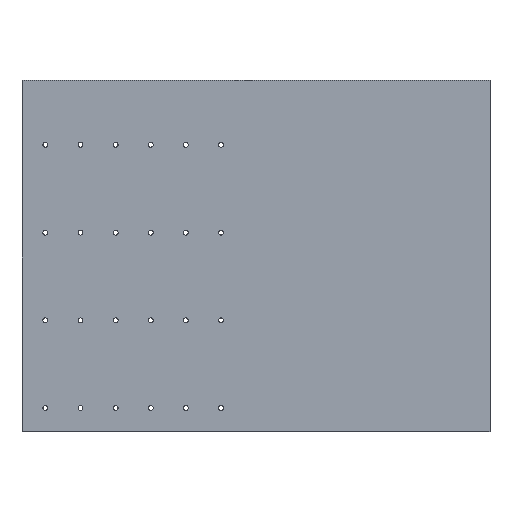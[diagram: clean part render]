
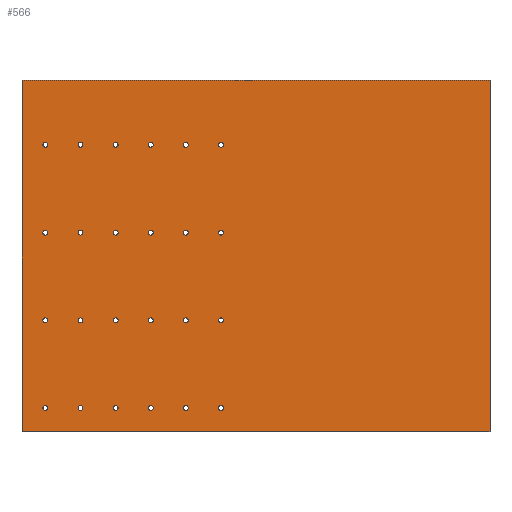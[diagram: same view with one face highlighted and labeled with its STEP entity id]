
A CAD part, top view. The second image highlights one B-rep face of the part: STEP entity #566.
In plain terms, the highlighted planar face has unit normal (0, 0, 1).
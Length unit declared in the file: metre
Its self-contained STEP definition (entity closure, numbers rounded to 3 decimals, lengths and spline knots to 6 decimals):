
#44=CIRCLE('',#610,0.0021);
#45=CIRCLE('',#611,0.0021);
#46=CIRCLE('',#612,0.0021);
#47=CIRCLE('',#613,0.0021);
#48=CIRCLE('',#614,0.0021);
#49=CIRCLE('',#615,0.0021);
#50=CIRCLE('',#616,0.0021);
#51=CIRCLE('',#617,0.0021);
#52=CIRCLE('',#618,0.0021);
#53=CIRCLE('',#619,0.0021);
#54=CIRCLE('',#620,0.0021);
#55=CIRCLE('',#621,0.0021);
#56=CIRCLE('',#622,0.0021);
#57=CIRCLE('',#623,0.0021);
#58=CIRCLE('',#624,0.0021);
#59=CIRCLE('',#625,0.0021);
#60=CIRCLE('',#626,0.0021);
#61=CIRCLE('',#627,0.0021);
#62=CIRCLE('',#628,0.0021);
#63=CIRCLE('',#629,0.0021);
#64=CIRCLE('',#630,0.0021);
#65=CIRCLE('',#631,0.0021);
#66=CIRCLE('',#632,0.0021);
#67=CIRCLE('',#633,0.0021);
#108=ORIENTED_EDGE('',*,*,#224,.F.);
#109=ORIENTED_EDGE('',*,*,#225,.F.);
#110=ORIENTED_EDGE('',*,*,#226,.F.);
#111=ORIENTED_EDGE('',*,*,#227,.F.);
#112=ORIENTED_EDGE('',*,*,#228,.F.);
#113=ORIENTED_EDGE('',*,*,#229,.F.);
#114=ORIENTED_EDGE('',*,*,#230,.F.);
#115=ORIENTED_EDGE('',*,*,#231,.F.);
#116=ORIENTED_EDGE('',*,*,#232,.F.);
#117=ORIENTED_EDGE('',*,*,#233,.F.);
#118=ORIENTED_EDGE('',*,*,#234,.F.);
#119=ORIENTED_EDGE('',*,*,#235,.F.);
#120=ORIENTED_EDGE('',*,*,#236,.F.);
#121=ORIENTED_EDGE('',*,*,#237,.F.);
#122=ORIENTED_EDGE('',*,*,#238,.F.);
#123=ORIENTED_EDGE('',*,*,#239,.F.);
#124=ORIENTED_EDGE('',*,*,#240,.F.);
#125=ORIENTED_EDGE('',*,*,#241,.F.);
#126=ORIENTED_EDGE('',*,*,#242,.F.);
#127=ORIENTED_EDGE('',*,*,#243,.F.);
#128=ORIENTED_EDGE('',*,*,#244,.F.);
#129=ORIENTED_EDGE('',*,*,#245,.F.);
#130=ORIENTED_EDGE('',*,*,#246,.F.);
#131=ORIENTED_EDGE('',*,*,#247,.F.);
#132=ORIENTED_EDGE('',*,*,#214,.F.);
#133=ORIENTED_EDGE('',*,*,#218,.T.);
#134=ORIENTED_EDGE('',*,*,#221,.T.);
#135=ORIENTED_EDGE('',*,*,#223,.F.);
#214=EDGE_CURVE('',#274,#275,#330,.T.);
#218=EDGE_CURVE('',#274,#277,#334,.T.);
#221=EDGE_CURVE('',#277,#279,#337,.T.);
#223=EDGE_CURVE('',#275,#279,#339,.T.);
#224=EDGE_CURVE('',#280,#280,#44,.T.);
#225=EDGE_CURVE('',#281,#281,#45,.T.);
#226=EDGE_CURVE('',#282,#282,#46,.T.);
#227=EDGE_CURVE('',#283,#283,#47,.T.);
#228=EDGE_CURVE('',#284,#284,#48,.T.);
#229=EDGE_CURVE('',#285,#285,#49,.T.);
#230=EDGE_CURVE('',#286,#286,#50,.T.);
#231=EDGE_CURVE('',#287,#287,#51,.T.);
#232=EDGE_CURVE('',#288,#288,#52,.T.);
#233=EDGE_CURVE('',#289,#289,#53,.T.);
#234=EDGE_CURVE('',#290,#290,#54,.T.);
#235=EDGE_CURVE('',#291,#291,#55,.T.);
#236=EDGE_CURVE('',#292,#292,#56,.T.);
#237=EDGE_CURVE('',#293,#293,#57,.T.);
#238=EDGE_CURVE('',#294,#294,#58,.T.);
#239=EDGE_CURVE('',#295,#295,#59,.T.);
#240=EDGE_CURVE('',#296,#296,#60,.T.);
#241=EDGE_CURVE('',#297,#297,#61,.T.);
#242=EDGE_CURVE('',#298,#298,#62,.T.);
#243=EDGE_CURVE('',#299,#299,#63,.T.);
#244=EDGE_CURVE('',#300,#300,#64,.T.);
#245=EDGE_CURVE('',#301,#301,#65,.T.);
#246=EDGE_CURVE('',#302,#302,#66,.T.);
#247=EDGE_CURVE('',#303,#303,#67,.T.);
#274=VERTEX_POINT('',#859);
#275=VERTEX_POINT('',#861);
#277=VERTEX_POINT('',#867);
#279=VERTEX_POINT('',#873);
#280=VERTEX_POINT('',#880);
#281=VERTEX_POINT('',#882);
#282=VERTEX_POINT('',#884);
#283=VERTEX_POINT('',#886);
#284=VERTEX_POINT('',#888);
#285=VERTEX_POINT('',#890);
#286=VERTEX_POINT('',#892);
#287=VERTEX_POINT('',#894);
#288=VERTEX_POINT('',#896);
#289=VERTEX_POINT('',#898);
#290=VERTEX_POINT('',#900);
#291=VERTEX_POINT('',#902);
#292=VERTEX_POINT('',#904);
#293=VERTEX_POINT('',#906);
#294=VERTEX_POINT('',#908);
#295=VERTEX_POINT('',#910);
#296=VERTEX_POINT('',#912);
#297=VERTEX_POINT('',#914);
#298=VERTEX_POINT('',#916);
#299=VERTEX_POINT('',#918);
#300=VERTEX_POINT('',#920);
#301=VERTEX_POINT('',#922);
#302=VERTEX_POINT('',#924);
#303=VERTEX_POINT('',#926);
#330=LINE('',#860,#342);
#334=LINE('',#868,#346);
#337=LINE('',#874,#349);
#339=LINE('',#877,#351);
#342=VECTOR('',#689,1.);
#346=VECTOR('',#695,1.);
#349=VECTOR('',#700,1.);
#351=VECTOR('',#704,1.);
#356=EDGE_LOOP('',(#108));
#357=EDGE_LOOP('',(#109));
#358=EDGE_LOOP('',(#110));
#359=EDGE_LOOP('',(#111));
#360=EDGE_LOOP('',(#112));
#361=EDGE_LOOP('',(#113));
#362=EDGE_LOOP('',(#114));
#363=EDGE_LOOP('',(#115));
#364=EDGE_LOOP('',(#116));
#365=EDGE_LOOP('',(#117));
#366=EDGE_LOOP('',(#118));
#367=EDGE_LOOP('',(#119));
#368=EDGE_LOOP('',(#120));
#369=EDGE_LOOP('',(#121));
#370=EDGE_LOOP('',(#122));
#371=EDGE_LOOP('',(#123));
#372=EDGE_LOOP('',(#124));
#373=EDGE_LOOP('',(#125));
#374=EDGE_LOOP('',(#126));
#375=EDGE_LOOP('',(#127));
#376=EDGE_LOOP('',(#128));
#377=EDGE_LOOP('',(#129));
#378=EDGE_LOOP('',(#130));
#379=EDGE_LOOP('',(#131));
#380=EDGE_LOOP('',(#132,#133,#134,#135));
#458=FACE_BOUND('',#356,.T.);
#459=FACE_BOUND('',#357,.T.);
#460=FACE_BOUND('',#358,.T.);
#461=FACE_BOUND('',#359,.T.);
#462=FACE_BOUND('',#360,.T.);
#463=FACE_BOUND('',#361,.T.);
#464=FACE_BOUND('',#362,.T.);
#465=FACE_BOUND('',#363,.T.);
#466=FACE_BOUND('',#364,.T.);
#467=FACE_BOUND('',#365,.T.);
#468=FACE_BOUND('',#366,.T.);
#469=FACE_BOUND('',#367,.T.);
#470=FACE_BOUND('',#368,.T.);
#471=FACE_BOUND('',#369,.T.);
#472=FACE_BOUND('',#370,.T.);
#473=FACE_BOUND('',#371,.T.);
#474=FACE_BOUND('',#372,.T.);
#475=FACE_BOUND('',#373,.T.);
#476=FACE_BOUND('',#374,.T.);
#477=FACE_BOUND('',#375,.T.);
#478=FACE_BOUND('',#376,.T.);
#479=FACE_BOUND('',#377,.T.);
#480=FACE_BOUND('',#378,.T.);
#481=FACE_BOUND('',#379,.T.);
#482=FACE_BOUND('',#380,.T.);
#560=PLANE('',#609);
#566=ADVANCED_FACE('',(#458,#459,#460,#461,#462,#463,#464,#465,#466,#467,
#468,#469,#470,#471,#472,#473,#474,#475,#476,#477,#478,#479,#480,#481,#482),
#560,.T.);
#609=AXIS2_PLACEMENT_3D('',#878,#705,#706);
#610=AXIS2_PLACEMENT_3D('',#879,#707,#708);
#611=AXIS2_PLACEMENT_3D('',#881,#709,#710);
#612=AXIS2_PLACEMENT_3D('',#883,#711,#712);
#613=AXIS2_PLACEMENT_3D('',#885,#713,#714);
#614=AXIS2_PLACEMENT_3D('',#887,#715,#716);
#615=AXIS2_PLACEMENT_3D('',#889,#717,#718);
#616=AXIS2_PLACEMENT_3D('',#891,#719,#720);
#617=AXIS2_PLACEMENT_3D('',#893,#721,#722);
#618=AXIS2_PLACEMENT_3D('',#895,#723,#724);
#619=AXIS2_PLACEMENT_3D('',#897,#725,#726);
#620=AXIS2_PLACEMENT_3D('',#899,#727,#728);
#621=AXIS2_PLACEMENT_3D('',#901,#729,#730);
#622=AXIS2_PLACEMENT_3D('',#903,#731,#732);
#623=AXIS2_PLACEMENT_3D('',#905,#733,#734);
#624=AXIS2_PLACEMENT_3D('',#907,#735,#736);
#625=AXIS2_PLACEMENT_3D('',#909,#737,#738);
#626=AXIS2_PLACEMENT_3D('',#911,#739,#740);
#627=AXIS2_PLACEMENT_3D('',#913,#741,#742);
#628=AXIS2_PLACEMENT_3D('',#915,#743,#744);
#629=AXIS2_PLACEMENT_3D('',#917,#745,#746);
#630=AXIS2_PLACEMENT_3D('',#919,#747,#748);
#631=AXIS2_PLACEMENT_3D('',#921,#749,#750);
#632=AXIS2_PLACEMENT_3D('',#923,#751,#752);
#633=AXIS2_PLACEMENT_3D('',#925,#753,#754);
#689=DIRECTION('',(0.,1.,0.));
#695=DIRECTION('',(1.,0.,0.));
#700=DIRECTION('',(0.,1.,0.));
#704=DIRECTION('',(1.,0.,0.));
#705=DIRECTION('',(0.,0.,1.));
#706=DIRECTION('',(1.,0.,0.));
#707=DIRECTION('',(0.,0.,1.));
#708=DIRECTION('',(1.,0.,0.));
#709=DIRECTION('',(0.,0.,1.));
#710=DIRECTION('',(1.,0.,0.));
#711=DIRECTION('',(0.,0.,1.));
#712=DIRECTION('',(1.,0.,0.));
#713=DIRECTION('',(0.,0.,1.));
#714=DIRECTION('',(1.,0.,0.));
#715=DIRECTION('',(0.,0.,1.));
#716=DIRECTION('',(1.,0.,0.));
#717=DIRECTION('',(0.,0.,1.));
#718=DIRECTION('',(1.,0.,0.));
#719=DIRECTION('',(0.,0.,1.));
#720=DIRECTION('',(1.,0.,0.));
#721=DIRECTION('',(0.,0.,1.));
#722=DIRECTION('',(1.,0.,0.));
#723=DIRECTION('',(0.,0.,1.));
#724=DIRECTION('',(1.,0.,0.));
#725=DIRECTION('',(0.,0.,1.));
#726=DIRECTION('',(1.,0.,0.));
#727=DIRECTION('',(0.,0.,1.));
#728=DIRECTION('',(1.,0.,0.));
#729=DIRECTION('',(0.,0.,1.));
#730=DIRECTION('',(1.,0.,0.));
#731=DIRECTION('',(0.,0.,1.));
#732=DIRECTION('',(1.,0.,0.));
#733=DIRECTION('',(0.,0.,1.));
#734=DIRECTION('',(1.,0.,0.));
#735=DIRECTION('',(0.,0.,1.));
#736=DIRECTION('',(1.,0.,0.));
#737=DIRECTION('',(0.,0.,1.));
#738=DIRECTION('',(1.,0.,0.));
#739=DIRECTION('',(0.,0.,1.));
#740=DIRECTION('',(1.,0.,0.));
#741=DIRECTION('',(0.,0.,1.));
#742=DIRECTION('',(1.,0.,0.));
#743=DIRECTION('',(0.,0.,1.));
#744=DIRECTION('',(1.,0.,0.));
#745=DIRECTION('',(0.,0.,1.));
#746=DIRECTION('',(1.,0.,0.));
#747=DIRECTION('',(0.,0.,1.));
#748=DIRECTION('',(1.,0.,0.));
#749=DIRECTION('',(0.,0.,1.));
#750=DIRECTION('',(1.,0.,0.));
#751=DIRECTION('',(0.,0.,1.));
#752=DIRECTION('',(1.,0.,0.));
#753=DIRECTION('',(0.,0.,1.));
#754=DIRECTION('',(1.,0.,0.));
#859=CARTESIAN_POINT('',(0.,0.,0.004));
#860=CARTESIAN_POINT('',(0.,0.15,0.004));
#861=CARTESIAN_POINT('',(0.,0.3,0.004));
#867=CARTESIAN_POINT('',(0.4,0.,0.004));
#868=CARTESIAN_POINT('',(0.2,0.,0.004));
#873=CARTESIAN_POINT('',(0.4,0.3,0.004));
#874=CARTESIAN_POINT('',(0.4,0.15,0.004));
#877=CARTESIAN_POINT('',(0.2,0.3,0.004));
#878=CARTESIAN_POINT('',(0.2,0.15,0.004));
#879=CARTESIAN_POINT('',(0.11,0.02,0.004));
#880=CARTESIAN_POINT('',(0.1121,0.02,0.004));
#881=CARTESIAN_POINT('',(0.08,0.245,0.004));
#882=CARTESIAN_POINT('',(0.0821,0.245,0.004));
#883=CARTESIAN_POINT('',(0.08,0.17,0.004));
#884=CARTESIAN_POINT('',(0.0821,0.17,0.004));
#885=CARTESIAN_POINT('',(0.08,0.095,0.004));
#886=CARTESIAN_POINT('',(0.0821,0.095,0.004));
#887=CARTESIAN_POINT('',(0.14,0.02,0.004));
#888=CARTESIAN_POINT('',(0.1421,0.02,0.004));
#889=CARTESIAN_POINT('',(0.11,0.245,0.004));
#890=CARTESIAN_POINT('',(0.1121,0.245,0.004));
#891=CARTESIAN_POINT('',(0.11,0.17,0.004));
#892=CARTESIAN_POINT('',(0.1121,0.17,0.004));
#893=CARTESIAN_POINT('',(0.11,0.095,0.004));
#894=CARTESIAN_POINT('',(0.1121,0.095,0.004));
#895=CARTESIAN_POINT('',(0.05,0.02,0.004));
#896=CARTESIAN_POINT('',(0.0521,0.02,0.004));
#897=CARTESIAN_POINT('',(0.02,0.245,0.004));
#898=CARTESIAN_POINT('',(0.0221,0.245,0.004));
#899=CARTESIAN_POINT('',(0.02,0.17,0.004));
#900=CARTESIAN_POINT('',(0.0221,0.17,0.004));
#901=CARTESIAN_POINT('',(0.02,0.095,0.004));
#902=CARTESIAN_POINT('',(0.0221,0.095,0.004));
#903=CARTESIAN_POINT('',(0.08,0.02,0.004));
#904=CARTESIAN_POINT('',(0.0821,0.02,0.004));
#905=CARTESIAN_POINT('',(0.05,0.245,0.004));
#906=CARTESIAN_POINT('',(0.0521,0.245,0.004));
#907=CARTESIAN_POINT('',(0.05,0.17,0.004));
#908=CARTESIAN_POINT('',(0.0521,0.17,0.004));
#909=CARTESIAN_POINT('',(0.05,0.095,0.004));
#910=CARTESIAN_POINT('',(0.0521,0.095,0.004));
#911=CARTESIAN_POINT('',(0.17,0.245,0.004));
#912=CARTESIAN_POINT('',(0.1721,0.245,0.004));
#913=CARTESIAN_POINT('',(0.17,0.17,0.004));
#914=CARTESIAN_POINT('',(0.1721,0.17,0.004));
#915=CARTESIAN_POINT('',(0.17,0.095,0.004));
#916=CARTESIAN_POINT('',(0.1721,0.095,0.004));
#917=CARTESIAN_POINT('',(0.14,0.095,0.004));
#918=CARTESIAN_POINT('',(0.1421,0.095,0.004));
#919=CARTESIAN_POINT('',(0.14,0.17,0.004));
#920=CARTESIAN_POINT('',(0.1421,0.17,0.004));
#921=CARTESIAN_POINT('',(0.14,0.245,0.004));
#922=CARTESIAN_POINT('',(0.1421,0.245,0.004));
#923=CARTESIAN_POINT('',(0.17,0.02,0.004));
#924=CARTESIAN_POINT('',(0.1721,0.02,0.004));
#925=CARTESIAN_POINT('',(0.02,0.02,0.004));
#926=CARTESIAN_POINT('',(0.0221,0.02,0.004));
